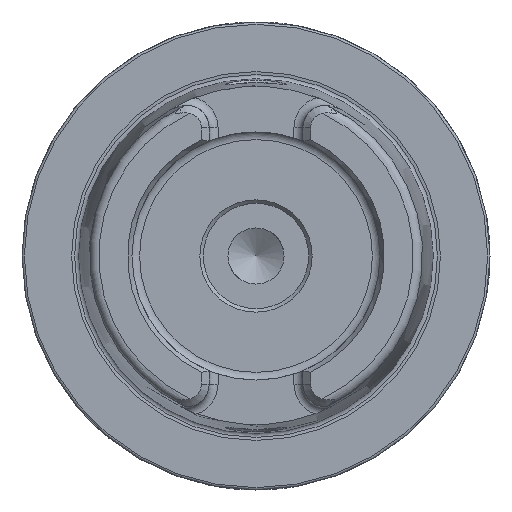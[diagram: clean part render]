
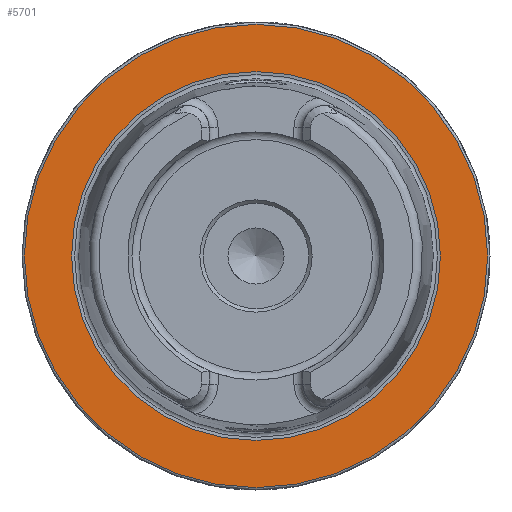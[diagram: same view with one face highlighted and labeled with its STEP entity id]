
A CAD part, left-side view. The second image highlights one B-rep face of the part: STEP entity #5701.
In plain terms, the highlighted planar face has unit normal (-1, 0, 0).
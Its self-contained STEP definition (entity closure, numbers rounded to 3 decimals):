
#1011 = DIRECTION ( 'NONE',  ( 0., 0., 1. ) ) ;
#1288 = FACE_OUTER_BOUND ( 'NONE', #8305, .T. ) ;
#1648 = CARTESIAN_POINT ( 'NONE',  ( 0., 0., 39.405 ) ) ;
#2043 = DIRECTION ( 'NONE',  ( 1., 0., 0. ) ) ;
#2430 = FACE_BOUND ( 'NONE', #5654, .T. ) ;
#2624 = AXIS2_PLACEMENT_3D ( 'NONE', #4043, #3235, #8715 ) ;
#2664 = AXIS2_PLACEMENT_3D ( 'NONE', #11057, #2043, #2882 ) ;
#2827 = VERTEX_POINT ( 'NONE', #11537 ) ;
#2882 = DIRECTION ( 'NONE',  ( 0., 0., -1. ) ) ;
#3235 = DIRECTION ( 'NONE',  ( -1., 0., 0. ) ) ;
#3340 = ORIENTED_EDGE ( 'NONE', *, *, #9903, .F. ) ;
#3705 = CARTESIAN_POINT ( 'NONE',  ( 0., 0., 0. ) ) ;
#3821 = ORIENTED_EDGE ( 'NONE', *, *, #10410, .T. ) ;
#4043 = CARTESIAN_POINT ( 'NONE',  ( 0., 0., 0. ) ) ;
#5654 = EDGE_LOOP ( 'NONE', ( #3340 ) ) ;
#5701 = ADVANCED_FACE ( 'NONE', ( #2430, #1288 ), #7509, .F. ) ;
#6562 = DIRECTION ( 'NONE',  ( -1., 0., 0. ) ) ;
#6836 = AXIS2_PLACEMENT_3D ( 'NONE', #3705, #6562, #1011 ) ;
#7509 = PLANE ( 'NONE',  #2664 ) ;
#8305 = EDGE_LOOP ( 'NONE', ( #3821 ) ) ;
#8715 = DIRECTION ( 'NONE',  ( 0., 0., 1. ) ) ;
#9903 = EDGE_CURVE ( 'NONE', #11218, #11218, #11107, .T. ) ;
#10405 = CIRCLE ( 'NONE', #6836, 49.5 ) ;
#10410 = EDGE_CURVE ( 'NONE', #2827, #2827, #10405, .T. ) ;
#11057 = CARTESIAN_POINT ( 'NONE',  ( 0., 49.5, 0. ) ) ;
#11107 = CIRCLE ( 'NONE', #2624, 39.405 ) ;
#11218 = VERTEX_POINT ( 'NONE', #1648 ) ;
#11537 = CARTESIAN_POINT ( 'NONE',  ( 0., 0., 49.5 ) ) ;
